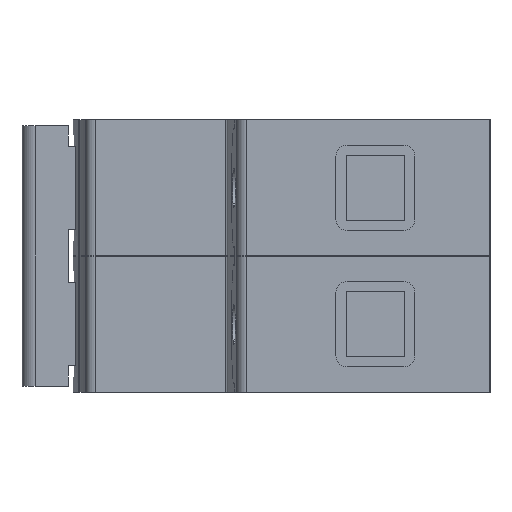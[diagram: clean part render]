
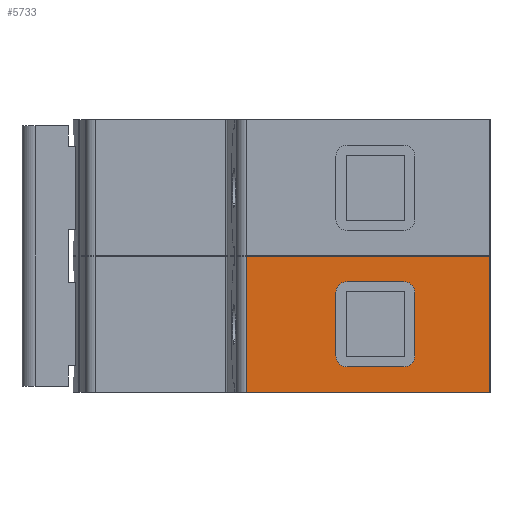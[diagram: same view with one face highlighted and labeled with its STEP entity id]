
A CAD part, left-side view. The second image highlights one B-rep face of the part: STEP entity #5733.
In plain terms, the highlighted planar face has unit normal (-1, 0, 0).
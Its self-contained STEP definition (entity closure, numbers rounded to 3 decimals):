
#75 = DIRECTION ( 'NONE',  ( 0., -1., 0. ) ) ;
#80 = CARTESIAN_POINT ( 'NONE',  ( -47.5, 22.3, 19.75 ) ) ;
#261 = EDGE_LOOP ( 'NONE', ( #4571, #5166, #5411, #6079, #6521, #507, #981, #1478 ) ) ;
#384 = VERTEX_POINT ( 'NONE', #769 ) ;
#507 = ORIENTED_EDGE ( 'NONE', *, *, #3934, .T. ) ;
#556 = CARTESIAN_POINT ( 'NONE',  ( -47.5, 11.1, 7.25 ) ) ;
#609 = DIRECTION ( 'NONE',  ( 0., 1., 0. ) ) ;
#647 = DIRECTION ( 'NONE',  ( 0., 1., 0. ) ) ;
#674 = CARTESIAN_POINT ( 'NONE',  ( -47.5, 8.9, 19.75 ) ) ;
#769 = CARTESIAN_POINT ( 'NONE',  ( -47.5, 22.3, 21.95 ) ) ;
#925 = CIRCLE ( 'NONE', #5277, 2.2 ) ;
#940 = VECTOR ( 'NONE', #4085, 1000. ) ;
#973 = CARTESIAN_POINT ( 'NONE',  ( -47.5, 22.3, 7.25 ) ) ;
#981 = ORIENTED_EDGE ( 'NONE', *, *, #4014, .T. ) ;
#1009 = CARTESIAN_POINT ( 'NONE',  ( -47.5, 11.1, 5.05 ) ) ;
#1065 = DIRECTION ( 'NONE',  ( 0., 1., 0. ) ) ;
#1185 = AXIS2_PLACEMENT_3D ( 'NONE', #5009, #6075, #2953 ) ;
#1222 = CARTESIAN_POINT ( 'NONE',  ( -47.5, 11.1, 19.75 ) ) ;
#1478 = ORIENTED_EDGE ( 'NONE', *, *, #4462, .T. ) ;
#1508 = DIRECTION ( 'NONE',  ( 0., 1., 0. ) ) ;
#1629 = LINE ( 'NONE', #1927, #3832 ) ;
#1640 = VERTEX_POINT ( 'NONE', #2393 ) ;
#1674 = VECTOR ( 'NONE', #647, 1000. ) ;
#1711 = CARTESIAN_POINT ( 'NONE',  ( -47.5, 8.9, 7.25 ) ) ;
#1725 = VECTOR ( 'NONE', #6257, 1000. ) ;
#1782 = DIRECTION ( 'NONE',  ( 0., 1., 0. ) ) ;
#1881 = LINE ( 'NONE', #3126, #1725 ) ;
#1897 = ORIENTED_EDGE ( 'NONE', *, *, #4511, .F. ) ;
#1925 = EDGE_CURVE ( 'NONE', #3791, #1640, #3935, .T. ) ;
#1927 = CARTESIAN_POINT ( 'NONE',  ( -47.5, 78.164, 26.925 ) ) ;
#2163 = CARTESIAN_POINT ( 'NONE',  ( -47.5, 42.119, 21.95 ) ) ;
#2177 = VERTEX_POINT ( 'NONE', #6062 ) ;
#2388 = ORIENTED_EDGE ( 'NONE', *, *, #4719, .F. ) ;
#2393 = CARTESIAN_POINT ( 'NONE',  ( -47.5, 42.119, 0. ) ) ;
#2652 = CARTESIAN_POINT ( 'NONE',  ( -47.5, -6., 0. ) ) ;
#2723 = ORIENTED_EDGE ( 'NONE', *, *, #1925, .T. ) ;
#2766 = CIRCLE ( 'NONE', #6504, 2.2 ) ;
#2953 = DIRECTION ( 'NONE',  ( 0., 1., 0. ) ) ;
#2982 = CARTESIAN_POINT ( 'NONE',  ( -47.5, 42.119, 0. ) ) ;
#3017 = CARTESIAN_POINT ( 'NONE',  ( -47.5, 42.119, 26.925 ) ) ;
#3052 = ORIENTED_EDGE ( 'NONE', *, *, #5254, .T. ) ;
#3126 = CARTESIAN_POINT ( 'NONE',  ( -47.5, -6., 27. ) ) ;
#3240 = EDGE_CURVE ( 'NONE', #6069, #2177, #5110, .T. ) ;
#3317 = EDGE_LOOP ( 'NONE', ( #1897, #2388, #2723, #3052 ) ) ;
#3359 = EDGE_CURVE ( 'NONE', #2177, #384, #2766, .T. ) ;
#3571 = EDGE_CURVE ( 'NONE', #384, #5604, #3880, .T. ) ;
#3652 = VERTEX_POINT ( 'NONE', #674 ) ;
#3686 = EDGE_CURVE ( 'NONE', #5604, #3652, #5515, .T. ) ;
#3743 = DIRECTION ( 'NONE',  ( 1., 0., 0. ) ) ;
#3750 = EDGE_CURVE ( 'NONE', #3652, #4125, #6801, .T. ) ;
#3791 = VERTEX_POINT ( 'NONE', #3017 ) ;
#3832 = VECTOR ( 'NONE', #5041, 1000. ) ;
#3880 = LINE ( 'NONE', #2163, #6547 ) ;
#3904 = DIRECTION ( 'NONE',  ( 0., 0., -1. ) ) ;
#3934 = EDGE_CURVE ( 'NONE', #4125, #5940, #925, .T. ) ;
#3935 = LINE ( 'NONE', #6688, #6617 ) ;
#4014 = EDGE_CURVE ( 'NONE', #5940, #6546, #4440, .T. ) ;
#4085 = DIRECTION ( 'NONE',  ( 0., 0., 1. ) ) ;
#4124 = AXIS2_PLACEMENT_3D ( 'NONE', #973, #4613, #1508 ) ;
#4125 = VERTEX_POINT ( 'NONE', #1711 ) ;
#4197 = DIRECTION ( 'NONE',  ( 1., 0., 0. ) ) ;
#4287 = CARTESIAN_POINT ( 'NONE',  ( -47.5, 42.119, 5.05 ) ) ;
#4440 = LINE ( 'NONE', #4287, #1674 ) ;
#4462 = EDGE_CURVE ( 'NONE', #6546, #6069, #6228, .T. ) ;
#4497 = FACE_OUTER_BOUND ( 'NONE', #3317, .T. ) ;
#4511 = EDGE_CURVE ( 'NONE', #6550, #6713, #1881, .T. ) ;
#4571 = ORIENTED_EDGE ( 'NONE', *, *, #3240, .T. ) ;
#4582 = CARTESIAN_POINT ( 'NONE',  ( -47.5, 24.5, 27. ) ) ;
#4613 = DIRECTION ( 'NONE',  ( 1., 0., 0. ) ) ;
#4618 = VECTOR ( 'NONE', #6666, 1000. ) ;
#4719 = EDGE_CURVE ( 'NONE', #3791, #6550, #1629, .T. ) ;
#4879 = DIRECTION ( 'NONE',  ( 1., 0., 0. ) ) ;
#4905 = CARTESIAN_POINT ( 'NONE',  ( -47.5, 8.9, 27. ) ) ;
#5009 = CARTESIAN_POINT ( 'NONE',  ( -47.5, 42.119, 27. ) ) ;
#5041 = DIRECTION ( 'NONE',  ( 0., -1., 0. ) ) ;
#5071 = CARTESIAN_POINT ( 'NONE',  ( -47.5, -6., 26.925 ) ) ;
#5097 = CARTESIAN_POINT ( 'NONE',  ( -47.5, 22.3, 5.05 ) ) ;
#5110 = LINE ( 'NONE', #4582, #940 ) ;
#5166 = ORIENTED_EDGE ( 'NONE', *, *, #3359, .T. ) ;
#5173 = CARTESIAN_POINT ( 'NONE',  ( -47.5, 24.5, 7.25 ) ) ;
#5185 = VECTOR ( 'NONE', #3904, 1000. ) ;
#5254 = EDGE_CURVE ( 'NONE', #1640, #6713, #5885, .T. ) ;
#5277 = AXIS2_PLACEMENT_3D ( 'NONE', #556, #4197, #1065 ) ;
#5411 = ORIENTED_EDGE ( 'NONE', *, *, #3571, .T. ) ;
#5427 = CARTESIAN_POINT ( 'NONE',  ( -47.5, 11.1, 21.95 ) ) ;
#5515 = CIRCLE ( 'NONE', #5847, 2.2 ) ;
#5540 = PLANE ( 'NONE',  #1185 ) ;
#5604 = VERTEX_POINT ( 'NONE', #5427 ) ;
#5733 = ADVANCED_FACE ( 'NONE', ( #5924, #4497 ), #5540, .F. ) ;
#5847 = AXIS2_PLACEMENT_3D ( 'NONE', #1222, #4879, #1782 ) ;
#5885 = LINE ( 'NONE', #2982, #4618 ) ;
#5924 = FACE_BOUND ( 'NONE', #261, .T. ) ;
#5940 = VERTEX_POINT ( 'NONE', #1009 ) ;
#6062 = CARTESIAN_POINT ( 'NONE',  ( -47.5, 24.5, 19.75 ) ) ;
#6069 = VERTEX_POINT ( 'NONE', #5173 ) ;
#6075 = DIRECTION ( 'NONE',  ( 1., 0., 0. ) ) ;
#6079 = ORIENTED_EDGE ( 'NONE', *, *, #3686, .T. ) ;
#6228 = CIRCLE ( 'NONE', #4124, 2.2 ) ;
#6257 = DIRECTION ( 'NONE',  ( 0., 0., -1. ) ) ;
#6504 = AXIS2_PLACEMENT_3D ( 'NONE', #80, #3743, #609 ) ;
#6521 = ORIENTED_EDGE ( 'NONE', *, *, #3750, .T. ) ;
#6546 = VERTEX_POINT ( 'NONE', #5097 ) ;
#6547 = VECTOR ( 'NONE', #75, 1000. ) ;
#6550 = VERTEX_POINT ( 'NONE', #5071 ) ;
#6617 = VECTOR ( 'NONE', #6663, 1000. ) ;
#6663 = DIRECTION ( 'NONE',  ( 0., 0., -1. ) ) ;
#6666 = DIRECTION ( 'NONE',  ( 0., -1., 0. ) ) ;
#6688 = CARTESIAN_POINT ( 'NONE',  ( -47.5, 42.119, 27. ) ) ;
#6713 = VERTEX_POINT ( 'NONE', #2652 ) ;
#6801 = LINE ( 'NONE', #4905, #5185 ) ;
